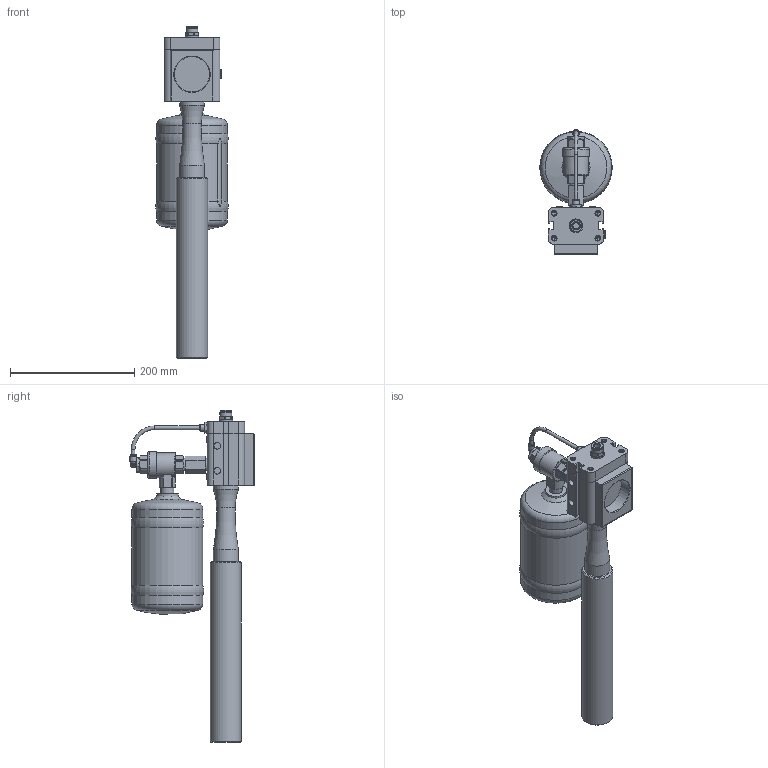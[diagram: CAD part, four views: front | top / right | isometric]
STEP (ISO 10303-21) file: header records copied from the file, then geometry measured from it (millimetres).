
FILE_DESCRIPTION(/* description */ (''),/* implementation_level */ '2;1');
FILE_NAME(/* name */ 'evkz40aer15.stp',/* time_stamp */ '2022-07-15T09:22:01+02:00',/* author */ ('enginyeria'),/* organization */ (''),/* preprocessor_version */ 'ST-DEVELOPER v17.2',/* originating_system */ 'Autodesk Inventor 2019',/* authorisation */ '');
FILE_SCHEMA (('AUTOMOTIVE_DESIGN { 1 0 10303 214 3 1 1 }'));
Length unit declared in the file: millimetre
Products named in the file (1): Pieza19
Bounding box: 116.31 x 199.88 x 533.61 mm (x, y, z)
Volume: 2970195.7 mm3; surface area: 264919.8 mm2
Topology: 1 solids, 20 shells, 597 faces, 1529 edges, 1019 vertices
Faces by surface type: plane 284, cylinder 174, cone 78, torus 43, bspline 14, sphere 4
Full cylindrical faces by diameter (mm): 2 x1, 3.5 x1, 4.134 x4, 4.8 x1, 5 x8, 5.5 x8, 6 x7, 6.3 x4, 7.2 x2, 8 x1, 8.3 x1, 8.5 x4, 8.566 x2, 9 x4, 9.43 x4, 9.9 x3, 10.2 x1, 10.5 x1, 10.6 x1, 10.8 x2, 11.445 x1, 12 x1, 12.5 x1, 13.6 x1, 14 x1, 14.6 x1, 14.95 x1, 18.631 x1, 18.8 x1, 19 x1
Entity records: 19750 total; most frequent: CARTESIAN_POINT 5230, DIRECTION 3086, ORIENTED_EDGE 3022, EDGE_CURVE 1511, AXIS2_PLACEMENT_3D 1220, VERTEX_POINT 1019, EDGE_LOOP 686, LINE 646
